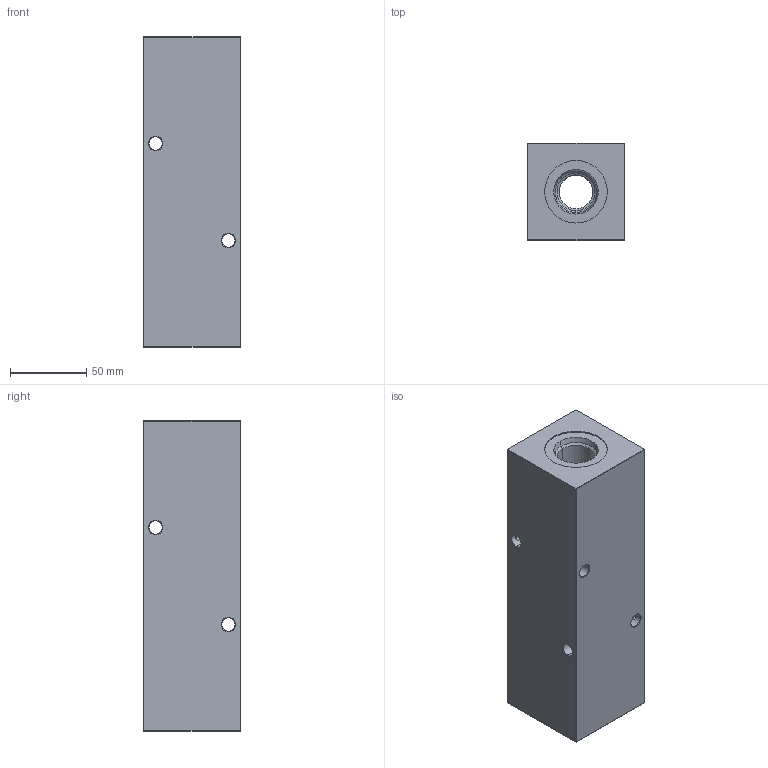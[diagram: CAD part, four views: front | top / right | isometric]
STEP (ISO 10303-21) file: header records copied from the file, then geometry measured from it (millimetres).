
FILE_DESCRIPTION (( 'STEP AP203' ), '1' );
FILE_NAME ('HM-3-90-S-12-10.STEP', '2020-11-09T23:01:26', ( '' ), ( '' ), 'SwSTEP 2.0', 'SolidWorks 2019', '' );
FILE_SCHEMA (( 'CONFIG_CONTROL_DESIGN' ));
Length unit declared in the file: inch
Products named in the file (1): HM-3-90-S-12-10
Bounding box: 63.5 x 63.5 x 203.2 mm (x, y, z)
Volume: 671518.3 mm3; surface area: 83888.7 mm2
Topology: 1 solids, 1 shells, 577 faces, 1505 edges, 974 vertices
Faces by surface type: plane 245, bspline 206, cone 64, cylinder 62
Entity records: 28094 total; most frequent: CARTESIAN_POINT 15302, ORIENTED_EDGE 3010, DIRECTION 1906, EDGE_CURVE 1505, VERTEX_POINT 974, LINE 854, VECTOR 854, EDGE_LOOP 647
